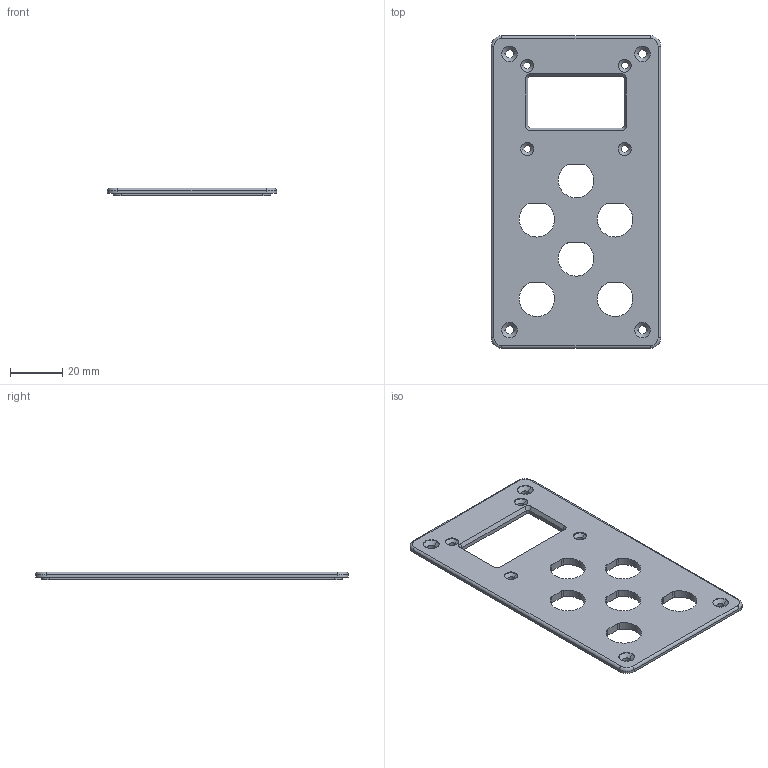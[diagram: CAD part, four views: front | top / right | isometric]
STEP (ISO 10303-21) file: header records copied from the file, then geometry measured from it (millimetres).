
FILE_DESCRIPTION(('Open CASCADE Model'),'2;1');
FILE_NAME('Open CASCADE Shape Model','2022-12-24T12:02:44',('Author'),( 'Open CASCADE'),'Open CASCADE STEP processor 7.2','Open CASCADE 7.2' ,'Unknown');
FILE_SCHEMA(('AUTOMOTIVE_DESIGN { 1 0 10303 214 1 1 1 1 }'));
Length unit declared in the file: millimetre
Products named in the file (1): Open CASCADE STEP translator 7.2 1
Bounding box: 65 x 120 x 3 mm (x, y, z)
Volume: 17335.7 mm3; surface area: 14427.4 mm2
Topology: 1 solids, 1 shells, 129 faces, 322 edges, 204 vertices
Faces by surface type: cylinder 72, plane 33, cone 20, torus 4
Entity records: 8188 total; most frequent: CARTESIAN_POINT 1580, DIRECTION 1294, ORIENTED_EDGE 644, PCURVE 644, DEFINITIONAL_REPRESENTATION 644, LINE 598, VECTOR 598, EDGE_CURVE 322
